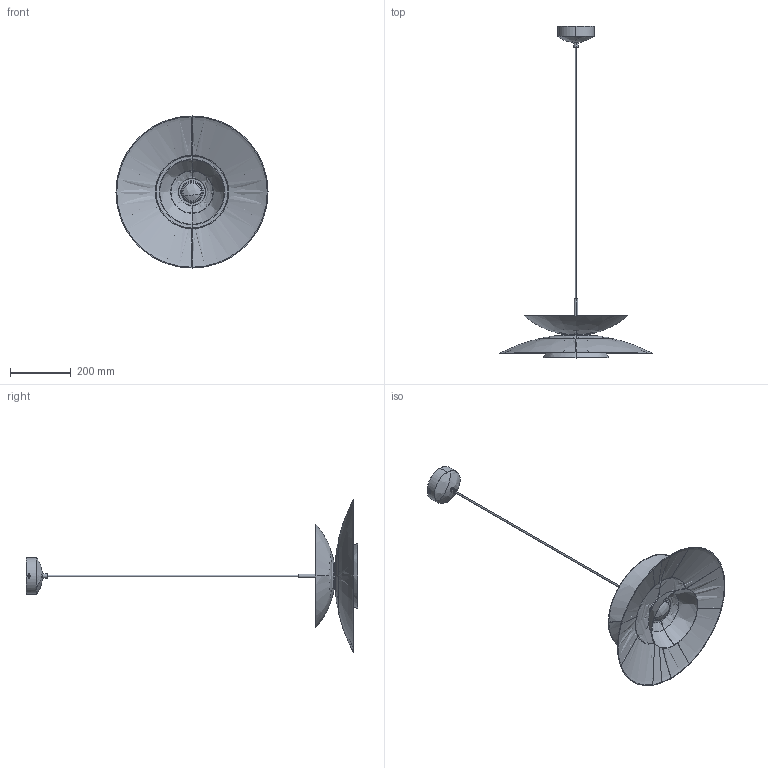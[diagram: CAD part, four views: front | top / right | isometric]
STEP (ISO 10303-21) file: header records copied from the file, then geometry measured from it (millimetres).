
FILE_DESCRIPTION (( 'STEP AP203' ), '1' );
FILE_NAME ('P0698.STEP', '2025-11-28T08:25:52', ( '微软用户' ), ( '微软中国' ), 'SwSTEP 2.0', 'SolidWorks 2020', '' );
FILE_SCHEMA (( 'CONFIG_CONTROL_DESIGN' ));
Length unit declared in the file: millimetre
Products named in the file (1): P0698
Bounding box: 500 x 1091.23 x 500 mm (x, y, z)
Volume: 571903.7 mm3; surface area: 847287.4 mm2
Topology: 15 solids, 15 shells, 554 faces, 1234 edges, 726 vertices
Faces by surface type: cone 361, plane 92, cylinder 55, bspline 46
Entity records: 19402 total; most frequent: CARTESIAN_POINT 6930, DIRECTION 2798, ORIENTED_EDGE 2460, EDGE_CURVE 1230, AXIS2_PLACEMENT_3D 1139, VERTEX_POINT 726, CIRCLE 630, EDGE_LOOP 606
